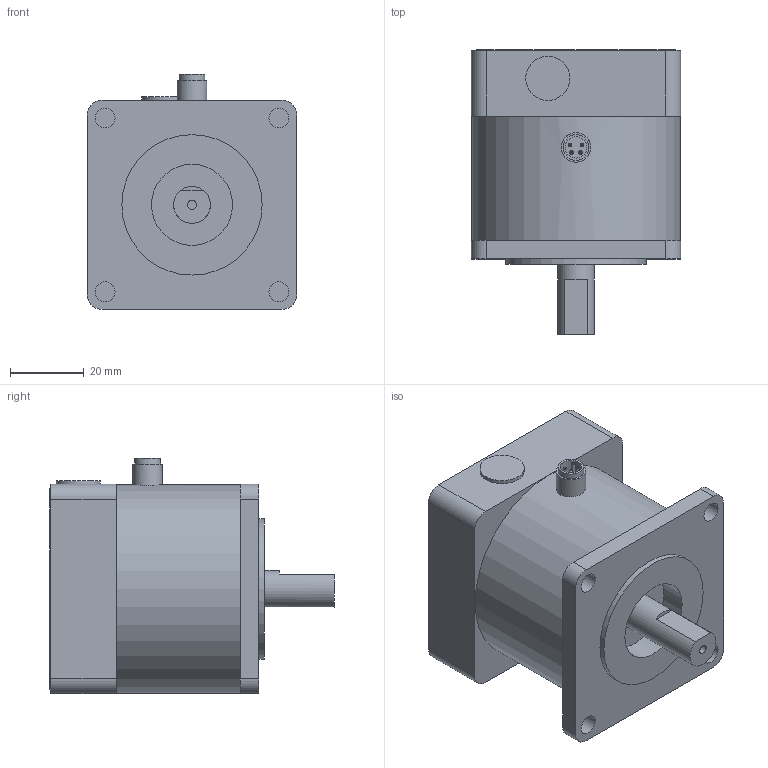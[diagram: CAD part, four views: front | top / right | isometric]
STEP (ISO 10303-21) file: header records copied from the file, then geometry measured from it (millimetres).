
FILE_DESCRIPTION(/* description */ ('Unknown','CAx-IF Rec.Pracs.---Representation and Presentation of Product Manufacturing Information (PMI)---4.0---2014-10-13','CAx-IF Rec.Pracs.---3D Tessellated Geometry---0.4---2014-09-14','2;1'),/* implementation_level */ '2;1');
FILE_NAME(/* name */ 'MAB 23X-05',/* time_stamp */ '2022-07-19T10:43:18+02:00',/* author */ ('Unknown'),/* organization */ ('Unknown'),/* preprocessor_version */ 'ST-DEVELOPER v16.7',/* originating_system */ 'Solid Edge',/* authorisation */ 'Unknown');
FILE_SCHEMA (('AP242_MANAGED_MODEL_BASED_3D_ENGINEERING_MIM_LF { 1 0 10303 442 1 1 4 }'));
Length unit declared in the file: millimetre
Products named in the file (1): MAB 23X-05
Bounding box: 56.8 x 77.3 x 63.8 mm (x, y, z)
Volume: 153152.2 mm3; surface area: 22891.3 mm2
Topology: 1 solids, 2 shells, 88 faces, 190 edges, 129 vertices
Faces by surface type: plane 44, cylinder 38, torus 6
Full cylindrical faces by diameter (mm): 1 x4, 2.459 x1, 4.134 x4, 5.4 x4, 5.8 x1, 7 x1, 8 x1, 10 x2, 12 x2, 22 x1, 23.9 x1, 38.1 x2, 56.6 x1
Entity records: 2792 total; most frequent: DIRECTION 402, CARTESIAN_POINT 364, ORIENTED_EDGE 284, AXIS2_PLACEMENT_3D 173, EDGE_LOOP 150, FACE_BOUND 150, EDGE_CURVE 142, VERTEX_POINT 112
